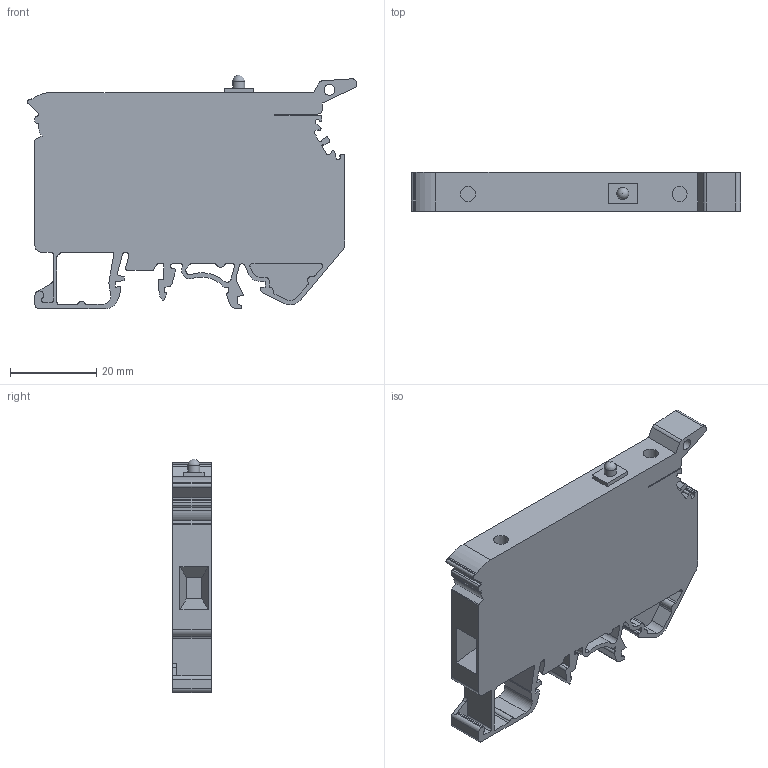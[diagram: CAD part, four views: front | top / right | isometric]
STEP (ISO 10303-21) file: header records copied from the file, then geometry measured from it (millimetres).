
FILE_DESCRIPTION( ( 'Unknown' ), '1' );
FILE_NAME( 'CAFL4UL.stp', 'Unknown', ( 'Unknown' ), ( 'Unknown' ), 'PSStep 14.0', 'Unknown', ' ' );
FILE_SCHEMA( ( 'AUTOMOTIVE_DESIGN { 1 0 10303 214 1 1 1 1 }' ) );
Length unit declared in the file: millimetre
Products named in the file (1): 1
Bounding box: 76.51 x 9 x 54.26 mm (x, y, z)
Volume: 25720.4 mm3; surface area: 10764.6 mm2
Topology: 1 solids, 1 shells, 233 faces, 668 edges, 443 vertices
Faces by surface type: plane 130, cylinder 102, sphere 1
Full cylindrical faces by diameter (mm): 2.5 x1, 2.8 x1, 3.5 x2
Entity records: 9495 total; most frequent: CARTESIAN_POINT 1334, DIRECTION 1333, ORIENTED_EDGE 1320, EDGE_CURVE 660, LINE 455, VECTOR 455, VERTEX_POINT 440, AXIS2_PLACEMENT_3D 439
